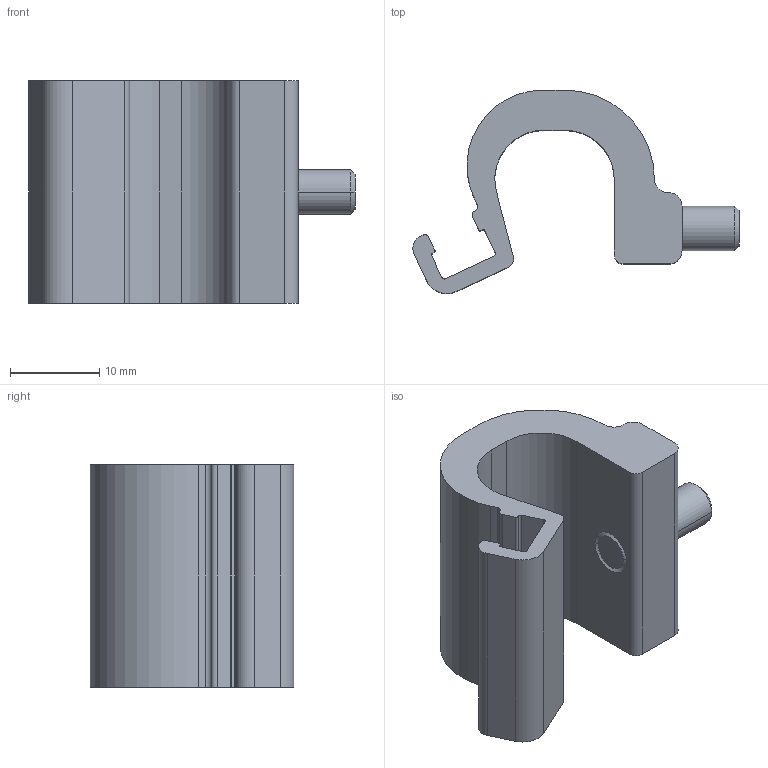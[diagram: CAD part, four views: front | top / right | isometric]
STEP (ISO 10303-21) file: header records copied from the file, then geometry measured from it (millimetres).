
FILE_DESCRIPTION (( 'STEP AP203' ), '1' );
FILE_NAME ('CPSA-07.STEP', '2026-02-02T13:14:52', ( '' ), ( '' ), 'SwSTEP 2.0', 'SolidWorks 2024', '' );
FILE_SCHEMA (( 'CONFIG_CONTROL_DESIGN' ));
Length unit declared in the file: millimetre
Products named in the file (1): CPSA-07
Bounding box: 36.58 x 22.81 x 25 mm (x, y, z)
Volume: 5858.3 mm3; surface area: 4026.9 mm2
Topology: 2 solids, 2 shells, 65 faces, 169 edges, 108 vertices
Faces by surface type: plane 31, cylinder 24, cone 10
Entity records: 2062 total; most frequent: CARTESIAN_POINT 355, DIRECTION 353, ORIENTED_EDGE 338, EDGE_CURVE 169, AXIS2_PLACEMENT_3D 124, VERTEX_POINT 108, VECTOR 105, LINE 105
